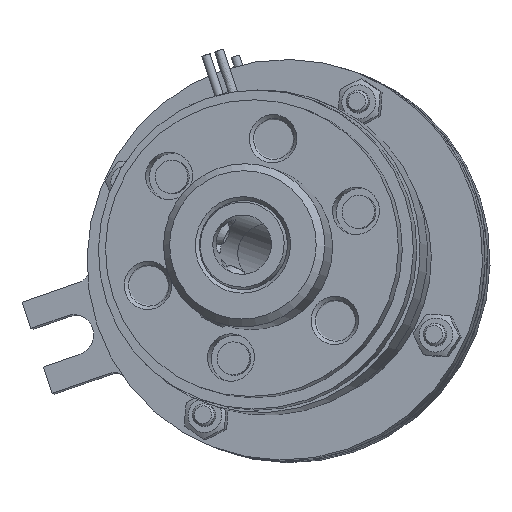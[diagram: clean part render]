
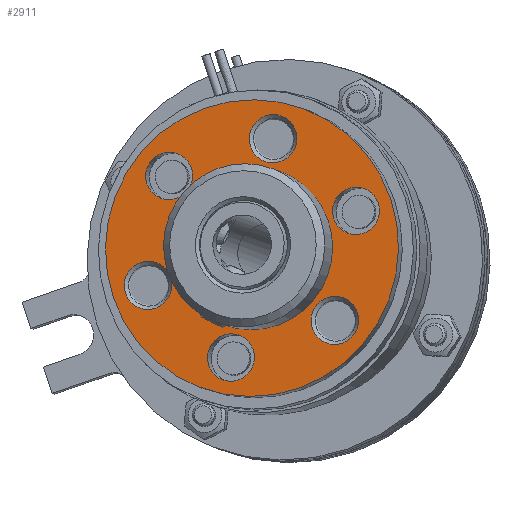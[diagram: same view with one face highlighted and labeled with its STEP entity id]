
A CAD part, top view. The second image highlights one B-rep face of the part: STEP entity #2911.
In plain terms, the highlighted face is planar.
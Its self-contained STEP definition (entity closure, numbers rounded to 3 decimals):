
#2180=CARTESIAN_POINT('',(11.0,0.,3.0));
#2181=VERTEX_POINT('',#2180);
#2182=CARTESIAN_POINT('',(0.0,0.0,3.0));
#2183=DIRECTION('',(0.0,0.0,-1.0));
#2184=DIRECTION('',(-1.0,0.0,0.0));
#2185=AXIS2_PLACEMENT_3D('',#2182,#2183,#2184);
#2186=CIRCLE('',#2185,11.0);
#2187=EDGE_CURVE('',#2181,#2181,#2186,.T.);
#2778=CARTESIAN_POINT('',(11.39,-4.729,3.0));
#2779=VERTEX_POINT('',#2778);
#2780=CARTESIAN_POINT('',(12.99,-7.5,3.0));
#2781=DIRECTION('',(0.0,0.0,-1.));
#2782=DIRECTION('',(0.5,-0.866,0.0));
#2783=AXIS2_PLACEMENT_3D('',#2780,#2781,#2782);
#2784=CIRCLE('',#2783,3.2);
#2785=EDGE_CURVE('',#2779,#2779,#2784,.T.);
#2798=CARTESIAN_POINT('',(-1.6,12.229,3.0));
#2799=VERTEX_POINT('',#2798);
#2800=CARTESIAN_POINT('',(0.,15.0,3.0));
#2801=DIRECTION('',(0.0,0.0,-1.0));
#2802=DIRECTION('',(0.5,0.866,0.0));
#2803=AXIS2_PLACEMENT_3D('',#2800,#2801,#2802);
#2804=CIRCLE('',#2803,3.2);
#2805=EDGE_CURVE('',#2799,#2799,#2804,.T.);
#2818=CARTESIAN_POINT('',(-9.79,-7.5,3.0));
#2819=VERTEX_POINT('',#2818);
#2820=CARTESIAN_POINT('',(-12.99,-7.5,3.0));
#2821=DIRECTION('',(0.0,0.0,-1.0));
#2822=DIRECTION('',(-1.0,0.0,0.0));
#2823=AXIS2_PLACEMENT_3D('',#2820,#2821,#2822);
#2824=CIRCLE('',#2823,3.2);
#2825=EDGE_CURVE('',#2819,#2819,#2824,.T.);
#2846=CARTESIAN_POINT('',(-14.615,4.685,3.0));
#2847=VERTEX_POINT('',#2846);
#2848=CARTESIAN_POINT('',(-12.99,7.5,3.0));
#2849=DIRECTION('',(0.0,0.0,1.0));
#2850=DIRECTION('',(0.5,0.866,0.0));
#2851=AXIS2_PLACEMENT_3D('',#2848,#2849,#2850);
#2852=CIRCLE('',#2851,3.25);
#2853=EDGE_CURVE('',#2847,#2847,#2852,.T.);
#2858=CARTESIAN_POINT('',(0.0,0.0,3.0));
#2859=DIRECTION('',(0.0,0.0,-1.0));
#2860=DIRECTION('',(-1.0,0.0,0.0));
#2861=AXIS2_PLACEMENT_3D('',#2858,#2859,#2860);
#2862=PLANE('',#2861);
#2863=CARTESIAN_POINT('',(20.0,0.,3.0));
#2864=VERTEX_POINT('',#2863);
#2865=CARTESIAN_POINT('',(0.0,0.0,3.0));
#2866=DIRECTION('',(0.0,0.0,-1.0));
#2867=DIRECTION('',(-1.0,0.0,0.0));
#2868=AXIS2_PLACEMENT_3D('',#2865,#2866,#2867);
#2869=CIRCLE('',#2868,20.0);
#2870=EDGE_CURVE('',#2864,#2864,#2869,.T.);
#2871=ORIENTED_EDGE('',*,*,#2870,.F.);
#2872=EDGE_LOOP('',(#2871));
#2873=FACE_OUTER_BOUND('',#2872,.T.);
#2874=ORIENTED_EDGE('',*,*,#2785,.T.);
#2875=EDGE_LOOP('',(#2874));
#2876=FACE_BOUND('',#2875,.T.);
#2877=ORIENTED_EDGE('',*,*,#2805,.T.);
#2878=EDGE_LOOP('',(#2877));
#2879=FACE_BOUND('',#2878,.T.);
#2880=ORIENTED_EDGE('',*,*,#2825,.T.);
#2881=EDGE_LOOP('',(#2880));
#2882=FACE_BOUND('',#2881,.T.);
#2883=CARTESIAN_POINT('',(11.365,10.315,3.0));
#2884=VERTEX_POINT('',#2883);
#2885=CARTESIAN_POINT('',(12.99,7.5,3.0));
#2886=DIRECTION('',(0.0,0.0,1.0));
#2887=DIRECTION('',(0.5,-0.866,0.0));
#2888=AXIS2_PLACEMENT_3D('',#2885,#2886,#2887);
#2889=CIRCLE('',#2888,3.25);
#2890=EDGE_CURVE('',#2884,#2884,#2889,.T.);
#2891=ORIENTED_EDGE('',*,*,#2890,.F.);
#2892=EDGE_LOOP('',(#2891));
#2893=FACE_BOUND('',#2892,.T.);
#2894=ORIENTED_EDGE('',*,*,#2187,.T.);
#2895=EDGE_LOOP('',(#2894));
#2896=FACE_BOUND('',#2895,.T.);
#2897=CARTESIAN_POINT('',(3.25,-15.0,3.0));
#2898=VERTEX_POINT('',#2897);
#2899=CARTESIAN_POINT('',(0.,-15.0,3.0));
#2900=DIRECTION('',(0.0,0.0,1.0));
#2901=DIRECTION('',(-1.0,0.0,0.0));
#2902=AXIS2_PLACEMENT_3D('',#2899,#2900,#2901);
#2903=CIRCLE('',#2902,3.25);
#2904=EDGE_CURVE('',#2898,#2898,#2903,.T.);
#2905=ORIENTED_EDGE('',*,*,#2904,.F.);
#2906=EDGE_LOOP('',(#2905));
#2907=FACE_BOUND('',#2906,.T.);
#2908=ORIENTED_EDGE('',*,*,#2853,.F.);
#2909=EDGE_LOOP('',(#2908));
#2910=FACE_BOUND('',#2909,.T.);
#2911=ADVANCED_FACE('',(#2873,#2876,#2879,#2882,#2893,#2896,#2907,#2910),#2862,.F.);
